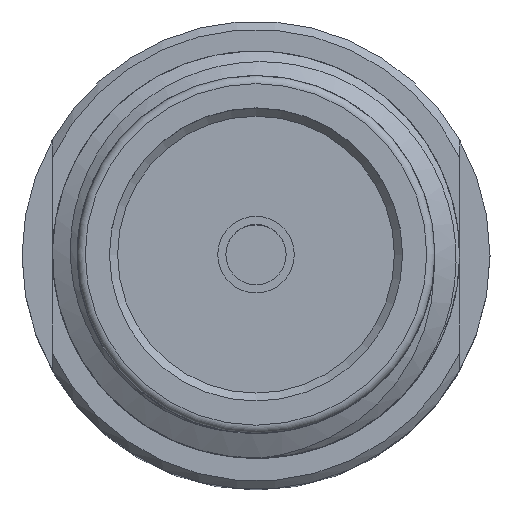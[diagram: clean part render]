
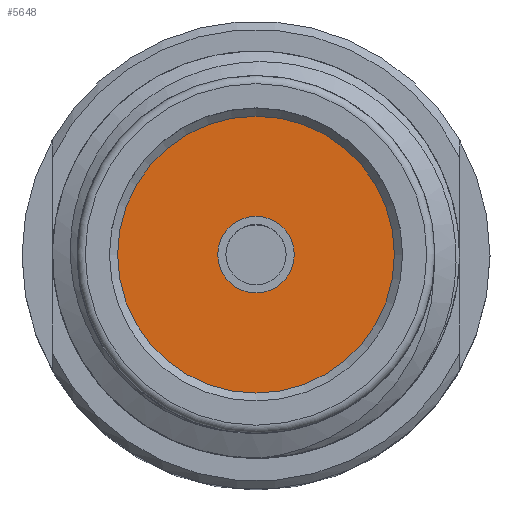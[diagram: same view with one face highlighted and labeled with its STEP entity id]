
A CAD part, top view. The second image highlights one B-rep face of the part: STEP entity #5648.
In plain terms, the highlighted planar face has unit normal (0, 0, 1).
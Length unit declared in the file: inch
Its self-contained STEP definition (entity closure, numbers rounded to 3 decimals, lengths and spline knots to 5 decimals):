
#354 = CIRCLE ( 'NONE', #7040, 0.0235 ) ;
#578 = CARTESIAN_POINT ( 'NONE',  ( 0.0235, 0., -0.075 ) ) ;
#1780 = FACE_OUTER_BOUND ( 'NONE', #6541, .T. ) ;
#2105 = DIRECTION ( 'NONE',  ( 1., 0., 0. ) ) ;
#2185 = VERTEX_POINT ( 'NONE', #4523 ) ;
#2273 = EDGE_LOOP ( 'NONE', ( #4546 ) ) ;
#3342 = DIRECTION ( 'NONE',  ( 0., 0., 1. ) ) ;
#3393 = DIRECTION ( 'NONE',  ( 1., 0., 0. ) ) ;
#3493 = AXIS2_PLACEMENT_3D ( 'NONE', #6673, #3342, #5022 ) ;
#4018 = EDGE_CURVE ( 'NONE', #2185, #2185, #4186, .T. ) ;
#4083 = FACE_BOUND ( 'NONE', #2273, .T. ) ;
#4186 = CIRCLE ( 'NONE', #3493, 0.085 ) ;
#4523 = CARTESIAN_POINT ( 'NONE',  ( 0.085, 0., -0.075 ) ) ;
#4546 = ORIENTED_EDGE ( 'NONE', *, *, #7218, .F. ) ;
#4566 = CARTESIAN_POINT ( 'NONE',  ( 0., 0., -0.075 ) ) ;
#5022 = DIRECTION ( 'NONE',  ( 1., 0., 0. ) ) ;
#5152 = PLANE ( 'NONE',  #5929 ) ;
#5292 = ORIENTED_EDGE ( 'NONE', *, *, #4018, .T. ) ;
#5384 = VERTEX_POINT ( 'NONE', #578 ) ;
#5513 = CARTESIAN_POINT ( 'NONE',  ( 0., 0., -0.075 ) ) ;
#5648 = ADVANCED_FACE ( 'NONE', ( #4083, #1780 ), #5152, .T. ) ;
#5689 = DIRECTION ( 'NONE',  ( 0., 0., 1. ) ) ;
#5929 = AXIS2_PLACEMENT_3D ( 'NONE', #4566, #5689, #3393 ) ;
#6541 = EDGE_LOOP ( 'NONE', ( #5292 ) ) ;
#6673 = CARTESIAN_POINT ( 'NONE',  ( 0., 0., -0.075 ) ) ;
#6734 = DIRECTION ( 'NONE',  ( 0., 0., 1. ) ) ;
#7040 = AXIS2_PLACEMENT_3D ( 'NONE', #5513, #6734, #2105 ) ;
#7218 = EDGE_CURVE ( 'NONE', #5384, #5384, #354, .T. ) ;
